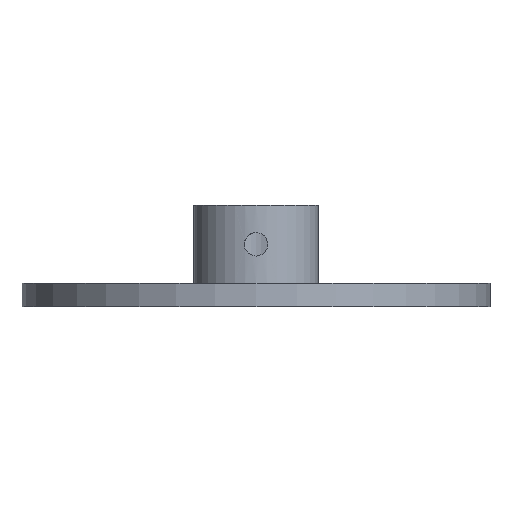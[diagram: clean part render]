
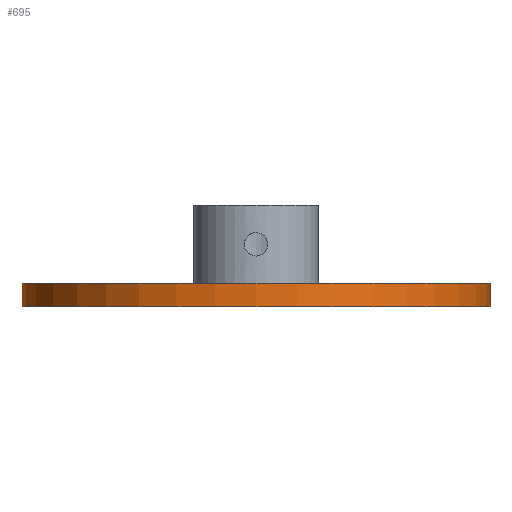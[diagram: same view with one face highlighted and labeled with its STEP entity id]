
A CAD part, front view. The second image highlights one B-rep face of the part: STEP entity #695.
In plain terms, the highlighted cylindrical face has radius 30 mm (diameter 60 mm), a partial arc.
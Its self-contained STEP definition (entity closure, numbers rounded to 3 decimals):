
#1 = DIRECTION ( 'NONE',  ( 0., 0., 1. ) ) ;
#19 = ORIENTED_EDGE ( 'NONE', *, *, #1394, .T. ) ;
#29 = CARTESIAN_POINT ( 'NONE',  ( 30., 0., 3. ) ) ;
#33 = CARTESIAN_POINT ( 'NONE',  ( 0., 0., 0. ) ) ;
#99 = ORIENTED_EDGE ( 'NONE', *, *, #181, .F. ) ;
#141 = EDGE_LOOP ( 'NONE', ( #182, #99, #19, #1036 ) ) ;
#168 = LINE ( 'NONE', #939, #678 ) ;
#173 = DIRECTION ( 'NONE',  ( -1., 0., 0. ) ) ;
#181 = EDGE_CURVE ( 'NONE', #214, #815, #1264, .T. ) ;
#182 = ORIENTED_EDGE ( 'NONE', *, *, #1254, .F. ) ;
#214 = VERTEX_POINT ( 'NONE', #345 ) ;
#224 = AXIS2_PLACEMENT_3D ( 'NONE', #1046, #495, #173 ) ;
#324 = CARTESIAN_POINT ( 'NONE',  ( 0., 0., 3. ) ) ;
#329 = LINE ( 'NONE', #1184, #1105 ) ;
#339 = DIRECTION ( 'NONE',  ( 0., 0., 1. ) ) ;
#345 = CARTESIAN_POINT ( 'NONE',  ( -30., 0., 3. ) ) ;
#492 = AXIS2_PLACEMENT_3D ( 'NONE', #33, #339, #673 ) ;
#495 = DIRECTION ( 'NONE',  ( 0., 0., -1. ) ) ;
#506 = EDGE_CURVE ( 'NONE', #922, #1290, #1263, .T. ) ;
#537 = AXIS2_PLACEMENT_3D ( 'NONE', #324, #1, #796 ) ;
#673 = DIRECTION ( 'NONE',  ( 1., 0., 0. ) ) ;
#678 = VECTOR ( 'NONE', #1048, 1000. ) ;
#695 = ADVANCED_FACE ( 'NONE', ( #1108 ), #1419, .T. ) ;
#796 = DIRECTION ( 'NONE',  ( 1., 0., 0. ) ) ;
#815 = VERTEX_POINT ( 'NONE', #29 ) ;
#922 = VERTEX_POINT ( 'NONE', #1405 ) ;
#939 = CARTESIAN_POINT ( 'NONE',  ( 30., 0., 3. ) ) ;
#1036 = ORIENTED_EDGE ( 'NONE', *, *, #506, .T. ) ;
#1046 = CARTESIAN_POINT ( 'NONE',  ( 0., 0., 3. ) ) ;
#1048 = DIRECTION ( 'NONE',  ( 0., 0., -1. ) ) ;
#1105 = VECTOR ( 'NONE', #1431, 1000. ) ;
#1108 = FACE_OUTER_BOUND ( 'NONE', #141, .T. ) ;
#1154 = CARTESIAN_POINT ( 'NONE',  ( 30., 0., 0. ) ) ;
#1184 = CARTESIAN_POINT ( 'NONE',  ( -30., 0., 3. ) ) ;
#1254 = EDGE_CURVE ( 'NONE', #815, #1290, #168, .T. ) ;
#1263 = CIRCLE ( 'NONE', #492, 30. ) ;
#1264 = CIRCLE ( 'NONE', #537, 30. ) ;
#1290 = VERTEX_POINT ( 'NONE', #1154 ) ;
#1394 = EDGE_CURVE ( 'NONE', #214, #922, #329, .T. ) ;
#1405 = CARTESIAN_POINT ( 'NONE',  ( -30., 0., 0. ) ) ;
#1419 = CYLINDRICAL_SURFACE ( 'NONE', #224, 30. ) ;
#1431 = DIRECTION ( 'NONE',  ( 0., 0., -1. ) ) ;
